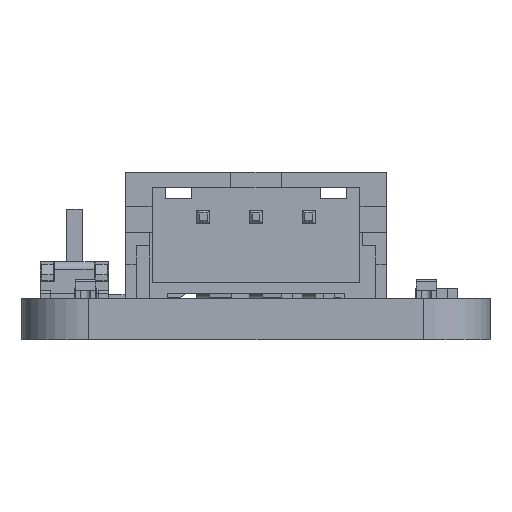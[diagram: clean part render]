
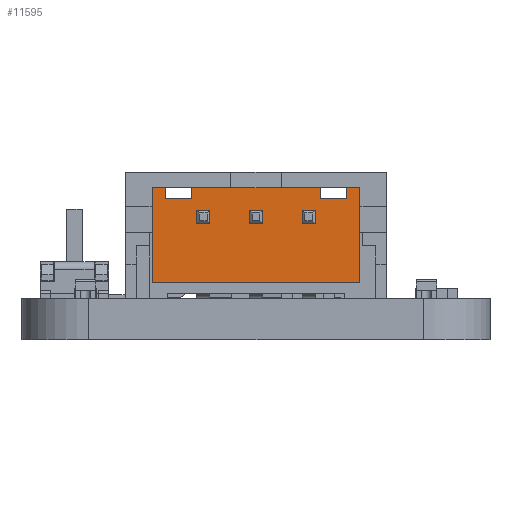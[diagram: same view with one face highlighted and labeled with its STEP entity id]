
A CAD part, left-side view. The second image highlights one B-rep face of the part: STEP entity #11595.
In plain terms, the highlighted face is planar.
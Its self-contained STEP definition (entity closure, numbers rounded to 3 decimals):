
#152=FACE_BOUND('',#1578,.T.);
#153=FACE_BOUND('',#1579,.T.);
#154=FACE_BOUND('',#1580,.T.);
#336=PLANE('',#12424);
#910=FACE_OUTER_BOUND('',#1577,.T.);
#1577=EDGE_LOOP('',(#8947,#8948,#8949,#8950,#8951,#8952,#8953,#8954,#8955,
#8956,#8957,#8958));
#1578=EDGE_LOOP('',(#8959,#8960,#8961,#8962));
#1579=EDGE_LOOP('',(#8963,#8964,#8965,#8966));
#1580=EDGE_LOOP('',(#8967,#8968,#8969,#8970));
#2385=LINE('',#17131,#3848);
#2389=LINE('',#17139,#3852);
#2394=LINE('',#17155,#3857);
#2397=LINE('',#17161,#3860);
#2421=LINE('',#17212,#3884);
#2429=LINE('',#17228,#3892);
#2449=LINE('',#17267,#3912);
#2469=LINE('',#17307,#3932);
#2479=LINE('',#17327,#3942);
#2483=LINE('',#17335,#3946);
#2486=LINE('',#17341,#3949);
#2488=LINE('',#17344,#3951);
#2494=LINE('',#17355,#3957);
#2495=LINE('',#17357,#3958);
#2496=LINE('',#17359,#3959);
#2497=LINE('',#17361,#3960);
#2498=LINE('',#17363,#3961);
#2499=LINE('',#17365,#3962);
#2500=LINE('',#17366,#3963);
#2501=LINE('',#17367,#3964);
#2502=LINE('',#17370,#3965);
#2503=LINE('',#17372,#3966);
#2504=LINE('',#17374,#3967);
#2505=LINE('',#17375,#3968);
#3848=VECTOR('',#13855,10.);
#3852=VECTOR('',#13861,10.);
#3857=VECTOR('',#13876,10.);
#3860=VECTOR('',#13883,10.);
#3884=VECTOR('',#13917,0.4);
#3892=VECTOR('',#13929,0.4);
#3912=VECTOR('',#13955,1.);
#3932=VECTOR('',#13993,3.6);
#3942=VECTOR('',#14011,0.5);
#3946=VECTOR('',#14017,0.5);
#3949=VECTOR('',#14022,0.5);
#3951=VECTOR('',#14026,0.5);
#3957=VECTOR('',#14040,2.9);
#3958=VECTOR('',#14041,0.4);
#3959=VECTOR('',#14042,1.);
#3960=VECTOR('',#14043,0.4);
#3961=VECTOR('',#14044,0.5);
#3962=VECTOR('',#14045,3.6);
#3963=VECTOR('',#14046,5.9);
#3964=VECTOR('',#14047,0.5);
#3965=VECTOR('',#14048,0.5);
#3966=VECTOR('',#14049,0.5);
#3967=VECTOR('',#14050,0.5);
#3968=VECTOR('',#14051,0.5);
#5427=VERTEX_POINT('',#17129);
#5428=VERTEX_POINT('',#17130);
#5431=VERTEX_POINT('',#17138);
#5437=VERTEX_POINT('',#17154);
#5456=VERTEX_POINT('',#17202);
#5460=VERTEX_POINT('',#17210);
#5463=VERTEX_POINT('',#17220);
#5466=VERTEX_POINT('',#17226);
#5492=VERTEX_POINT('',#17304);
#5493=VERTEX_POINT('',#17306);
#5497=VERTEX_POINT('',#17323);
#5499=VERTEX_POINT('',#17326);
#5501=VERTEX_POINT('',#17332);
#5503=VERTEX_POINT('',#17338);
#5505=VERTEX_POINT('',#17354);
#5506=VERTEX_POINT('',#17356);
#5507=VERTEX_POINT('',#17358);
#5508=VERTEX_POINT('',#17360);
#5509=VERTEX_POINT('',#17362);
#5510=VERTEX_POINT('',#17364);
#5511=VERTEX_POINT('',#17368);
#5512=VERTEX_POINT('',#17369);
#5513=VERTEX_POINT('',#17371);
#5514=VERTEX_POINT('',#17373);
#6666=EDGE_CURVE('',#5427,#5428,#2385,.T.);
#6670=EDGE_CURVE('',#5431,#5427,#2389,.T.);
#6678=EDGE_CURVE('',#5428,#5437,#2394,.T.);
#6682=EDGE_CURVE('',#5437,#5431,#2397,.T.);
#6706=EDGE_CURVE('',#5460,#5456,#2421,.F.);
#6714=EDGE_CURVE('',#5466,#5463,#2429,.T.);
#6734=EDGE_CURVE('',#5456,#5466,#2449,.T.);
#6754=EDGE_CURVE('',#5492,#5493,#2469,.F.);
#6764=EDGE_CURVE('',#5497,#5499,#2479,.F.);
#6768=EDGE_CURVE('',#5501,#5497,#2483,.T.);
#6771=EDGE_CURVE('',#5503,#5501,#2486,.T.);
#6773=EDGE_CURVE('',#5499,#5503,#2488,.F.);
#6779=EDGE_CURVE('',#5460,#5505,#2494,.F.);
#6780=EDGE_CURVE('',#5506,#5505,#2495,.T.);
#6781=EDGE_CURVE('',#5507,#5506,#2496,.T.);
#6782=EDGE_CURVE('',#5508,#5507,#2497,.F.);
#6783=EDGE_CURVE('',#5508,#5509,#2498,.F.);
#6784=EDGE_CURVE('',#5510,#5509,#2499,.T.);
#6785=EDGE_CURVE('',#5493,#5510,#2500,.F.);
#6786=EDGE_CURVE('',#5492,#5463,#2501,.F.);
#6787=EDGE_CURVE('',#5511,#5512,#2502,.T.);
#6788=EDGE_CURVE('',#5513,#5511,#2503,.T.);
#6789=EDGE_CURVE('',#5514,#5513,#2504,.F.);
#6790=EDGE_CURVE('',#5512,#5514,#2505,.F.);
#8947=ORIENTED_EDGE('',*,*,#6779,.T.);
#8948=ORIENTED_EDGE('',*,*,#6780,.F.);
#8949=ORIENTED_EDGE('',*,*,#6781,.F.);
#8950=ORIENTED_EDGE('',*,*,#6782,.F.);
#8951=ORIENTED_EDGE('',*,*,#6783,.T.);
#8952=ORIENTED_EDGE('',*,*,#6784,.F.);
#8953=ORIENTED_EDGE('',*,*,#6785,.F.);
#8954=ORIENTED_EDGE('',*,*,#6754,.F.);
#8955=ORIENTED_EDGE('',*,*,#6786,.T.);
#8956=ORIENTED_EDGE('',*,*,#6714,.F.);
#8957=ORIENTED_EDGE('',*,*,#6734,.F.);
#8958=ORIENTED_EDGE('',*,*,#6706,.F.);
#8959=ORIENTED_EDGE('',*,*,#6678,.T.);
#8960=ORIENTED_EDGE('',*,*,#6682,.T.);
#8961=ORIENTED_EDGE('',*,*,#6670,.T.);
#8962=ORIENTED_EDGE('',*,*,#6666,.T.);
#8963=ORIENTED_EDGE('',*,*,#6768,.F.);
#8964=ORIENTED_EDGE('',*,*,#6771,.F.);
#8965=ORIENTED_EDGE('',*,*,#6773,.F.);
#8966=ORIENTED_EDGE('',*,*,#6764,.F.);
#8967=ORIENTED_EDGE('',*,*,#6787,.F.);
#8968=ORIENTED_EDGE('',*,*,#6788,.F.);
#8969=ORIENTED_EDGE('',*,*,#6789,.F.);
#8970=ORIENTED_EDGE('',*,*,#6790,.F.);
#11595=ADVANCED_FACE('',(#910,#152,#153,#154),#336,.F.);
#12424=AXIS2_PLACEMENT_3D('',#17353,#14038,#14039);
#13855=DIRECTION('',(-1.,0.,0.));
#13861=DIRECTION('',(0.,0.,1.));
#13876=DIRECTION('',(0.,0.,-1.));
#13883=DIRECTION('',(1.,0.,0.));
#13917=DIRECTION('',(0.,0.,1.));
#13929=DIRECTION('',(0.,0.,1.));
#13955=DIRECTION('',(-1.,0.,0.));
#13993=DIRECTION('',(0.,0.,1.));
#14011=DIRECTION('',(-1.,0.,0.));
#14017=DIRECTION('',(0.,0.,1.));
#14022=DIRECTION('',(-1.,0.,0.));
#14026=DIRECTION('',(0.,0.,1.));
#14038=DIRECTION('center_axis',(0.,-1.,0.));
#14039=DIRECTION('ref_axis',(1.,0.,0.));
#14040=DIRECTION('',(-1.,0.,0.));
#14041=DIRECTION('',(0.,0.,1.));
#14042=DIRECTION('',(-1.,0.,0.));
#14043=DIRECTION('',(0.,0.,1.));
#14044=DIRECTION('',(-1.,0.,0.));
#14045=DIRECTION('',(0.,0.,1.));
#14046=DIRECTION('',(-1.,0.,0.));
#14047=DIRECTION('',(-1.,0.,0.));
#14048=DIRECTION('',(0.,0.,1.));
#14049=DIRECTION('',(-1.,0.,0.));
#14050=DIRECTION('',(0.,0.,1.));
#14051=DIRECTION('',(-1.,0.,0.));
#17129=CARTESIAN_POINT('',(0.25,-1.1,3.35));
#17130=CARTESIAN_POINT('',(-0.25,-1.1,3.35));
#17131=CARTESIAN_POINT('',(0.625,-1.1,3.35));
#17138=CARTESIAN_POINT('',(0.25,-1.1,2.85));
#17139=CARTESIAN_POINT('',(0.25,-1.1,1.425));
#17154=CARTESIAN_POINT('',(-0.25,-1.1,2.85));
#17155=CARTESIAN_POINT('',(-0.25,-1.1,1.675));
#17161=CARTESIAN_POINT('',(0.375,-1.1,2.85));
#17202=CARTESIAN_POINT('',(-2.45,-1.1,3.8));
#17210=CARTESIAN_POINT('',(-2.45,-1.1,4.2));
#17212=CARTESIAN_POINT('',(-2.45,-1.1,3.8));
#17220=CARTESIAN_POINT('',(-3.45,-1.1,4.2));
#17226=CARTESIAN_POINT('',(-3.45,-1.1,3.8));
#17228=CARTESIAN_POINT('',(-3.45,-1.1,3.8));
#17267=CARTESIAN_POINT('',(-2.45,-1.1,3.8));
#17304=CARTESIAN_POINT('',(-3.95,-1.1,4.2));
#17306=CARTESIAN_POINT('',(-3.95,-1.1,0.6));
#17307=CARTESIAN_POINT('',(-3.95,-1.1,0.6));
#17323=CARTESIAN_POINT('',(-2.25,-1.1,3.35));
#17326=CARTESIAN_POINT('',(-1.75,-1.1,3.35));
#17327=CARTESIAN_POINT('',(-1.75,-1.1,3.35));
#17332=CARTESIAN_POINT('',(-2.25,-1.1,2.85));
#17335=CARTESIAN_POINT('',(-2.25,-1.1,2.85));
#17338=CARTESIAN_POINT('',(-1.75,-1.1,2.85));
#17341=CARTESIAN_POINT('',(-1.75,-1.1,2.85));
#17344=CARTESIAN_POINT('',(-1.75,-1.1,2.85));
#17353=CARTESIAN_POINT('Origin',(1.,-1.1,0.));
#17354=CARTESIAN_POINT('',(2.45,-1.1,4.2));
#17355=CARTESIAN_POINT('',(2.45,-1.1,4.2));
#17356=CARTESIAN_POINT('',(2.45,-1.1,3.8));
#17357=CARTESIAN_POINT('',(2.45,-1.1,3.8));
#17358=CARTESIAN_POINT('',(3.45,-1.1,3.8));
#17359=CARTESIAN_POINT('',(3.45,-1.1,3.8));
#17360=CARTESIAN_POINT('',(3.45,-1.1,4.2));
#17361=CARTESIAN_POINT('',(3.45,-1.1,3.8));
#17362=CARTESIAN_POINT('',(3.95,-1.1,4.2));
#17363=CARTESIAN_POINT('',(3.95,-1.1,4.2));
#17364=CARTESIAN_POINT('',(3.95,-1.1,0.6));
#17365=CARTESIAN_POINT('',(3.95,-1.1,0.6));
#17366=CARTESIAN_POINT('',(1.95,-1.1,0.6));
#17367=CARTESIAN_POINT('',(-3.45,-1.1,4.2));
#17368=CARTESIAN_POINT('',(1.75,-1.1,2.85));
#17369=CARTESIAN_POINT('',(1.75,-1.1,3.35));
#17370=CARTESIAN_POINT('',(1.75,-1.1,2.85));
#17371=CARTESIAN_POINT('',(2.25,-1.1,2.85));
#17372=CARTESIAN_POINT('',(2.25,-1.1,2.85));
#17373=CARTESIAN_POINT('',(2.25,-1.1,3.35));
#17374=CARTESIAN_POINT('',(2.25,-1.1,2.85));
#17375=CARTESIAN_POINT('',(2.25,-1.1,3.35));
